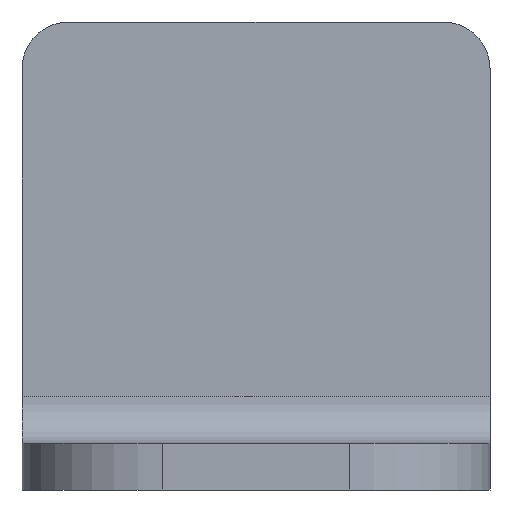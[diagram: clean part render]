
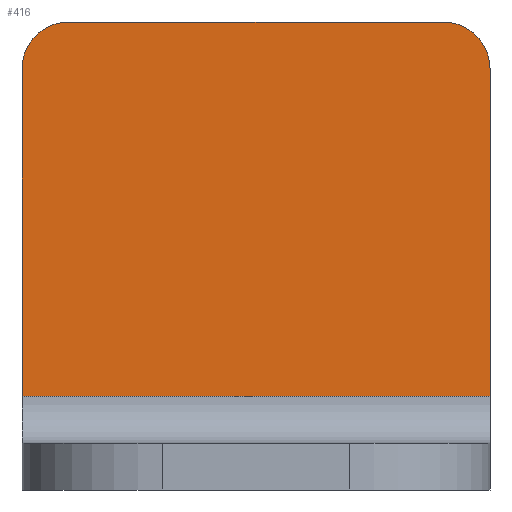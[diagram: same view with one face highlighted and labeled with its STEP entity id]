
A CAD part, front view. The second image highlights one B-rep face of the part: STEP entity #416.
In plain terms, the highlighted planar face has unit normal (0, -1, 0).
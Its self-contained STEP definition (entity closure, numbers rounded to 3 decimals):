
#99=CARTESIAN_POINT('',(-5.,-5.,-5.));
#100=DIRECTION('',(0.,-1.,0.));
#101=DIRECTION('',(1.,0.,0.));
#102=AXIS2_PLACEMENT_3D('',#99,#100,#101);
#104=DIRECTION('',(0.,0.,-1.));
#105=VECTOR('',#104,35.);
#106=CARTESIAN_POINT('',(0.,-5.,-5.));
#107=LINE('',#106,#105);
#108=DIRECTION('',(0.,0.,1.));
#109=VECTOR('',#108,35.);
#110=CARTESIAN_POINT('',(-50.,-5.,-40.));
#111=LINE('',#110,#109);
#112=CARTESIAN_POINT('',(-45.,-5.,-5.));
#113=DIRECTION('',(0.,-1.,0.));
#114=DIRECTION('',(0.,0.,1.));
#115=AXIS2_PLACEMENT_3D('',#112,#113,#114);
#117=DIRECTION('',(1.,0.,0.));
#118=VECTOR('',#117,40.);
#119=CARTESIAN_POINT('',(-45.,-5.,0.));
#120=LINE('',#119,#118);
#130=DIRECTION('',(1.,0.,0.));
#131=VECTOR('',#130,50.);
#132=CARTESIAN_POINT('',(-50.,-5.,-40.));
#133=LINE('',#132,#131);
#185=CARTESIAN_POINT('',(0.,-5.,-40.));
#186=VERTEX_POINT('',#185);
#187=CARTESIAN_POINT('',(-50.,-5.,-40.));
#188=VERTEX_POINT('',#187);
#209=CARTESIAN_POINT('',(0.,-5.,-5.));
#210=VERTEX_POINT('',#209);
#211=CARTESIAN_POINT('',(-5.,-5.,0.));
#212=VERTEX_POINT('',#211);
#217=CARTESIAN_POINT('',(-45.,-5.,0.));
#218=VERTEX_POINT('',#217);
#219=CARTESIAN_POINT('',(-50.,-5.,-5.));
#220=VERTEX_POINT('',#219);
#402=CARTESIAN_POINT('',(0.,-5.,0.));
#403=DIRECTION('',(0.,1.,0.));
#404=DIRECTION('',(1.,0.,0.));
#405=AXIS2_PLACEMENT_3D('',#402,#403,#404);
#406=PLANE('',#405);
#407=ORIENTED_EDGE('',*,*,#249,.F.);
#408=ORIENTED_EDGE('',*,*,#265,.T.);
#410=ORIENTED_EDGE('',*,*,#409,.F.);
#411=ORIENTED_EDGE('',*,*,#368,.T.);
#412=ORIENTED_EDGE('',*,*,#383,.F.);
#413=ORIENTED_EDGE('',*,*,#395,.T.);
#414=EDGE_LOOP('',(#407,#408,#410,#411,#412,#413));
#415=FACE_OUTER_BOUND('',#414,.F.);
#416=ADVANCED_FACE('',(#415),#406,.F.);
#103=CIRCLE('',#102,5.);
#116=CIRCLE('',#115,5.);
#249=EDGE_CURVE('',#210,#212,#103,.T.);
#265=EDGE_CURVE('',#210,#186,#107,.T.);
#368=EDGE_CURVE('',#188,#220,#111,.T.);
#383=EDGE_CURVE('',#218,#220,#116,.T.);
#395=EDGE_CURVE('',#218,#212,#120,.T.);
#409=EDGE_CURVE('',#188,#186,#133,.T.);
